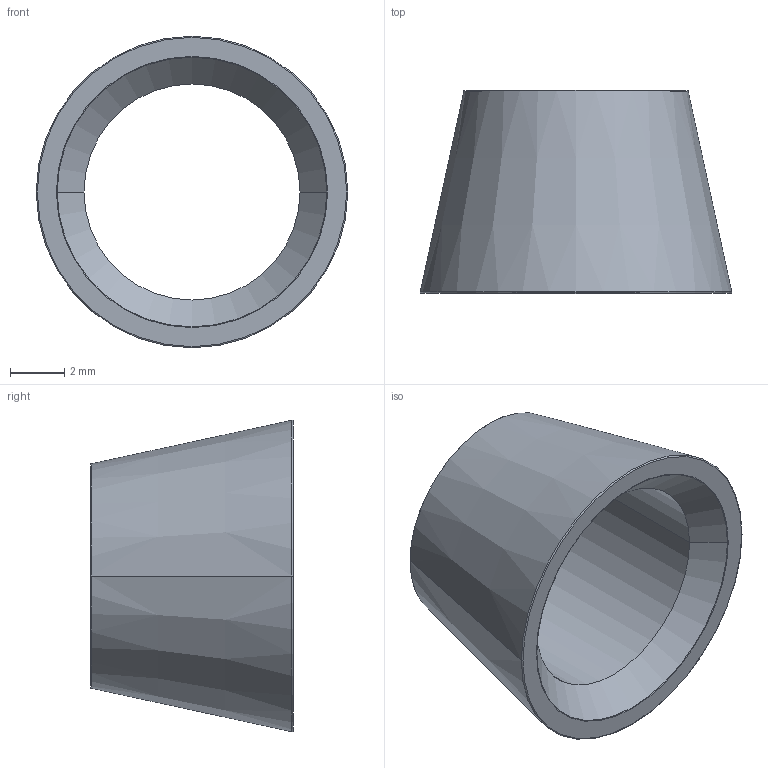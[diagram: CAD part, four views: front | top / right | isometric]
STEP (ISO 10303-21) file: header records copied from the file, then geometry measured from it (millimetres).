
FILE_DESCRIPTION((''),'2;1');
FILE_NAME('001_FRONT_FERRULE','2025-06-20T14:46:29',('Administrator'),(''),'CREO PARAMETRIC BY PTC INC, 2020184','CREO PARAMETRIC BY PTC INC, 2020184','');
FILE_SCHEMA(('AUTOMOTIVE_DESIGN { 1 0 10303 214 1 1 1 1 }'));
Length unit declared in the file: millimetre
Products named in the file (1): 001_FRONT_FERRULE
Bounding box: 11.53 x 7.5 x 11.53 mm (x, y, z)
Volume: 194.7 mm3; surface area: 471.2 mm2
Topology: 1 solids, 1 shells, 16 faces, 36 edges, 26 vertices
Faces by surface type: torus 8, cone 4, cylinder 2, plane 2
Entity records: 638 total; most frequent: COLOUR_RGB 115, DIRECTION 96, CARTESIAN_POINT 73, ORIENTED_EDGE 64, AXIS2_PLACEMENT_3D 43, EDGE_CURVE 32, CIRCLE 26, VERTEX_POINT 18
